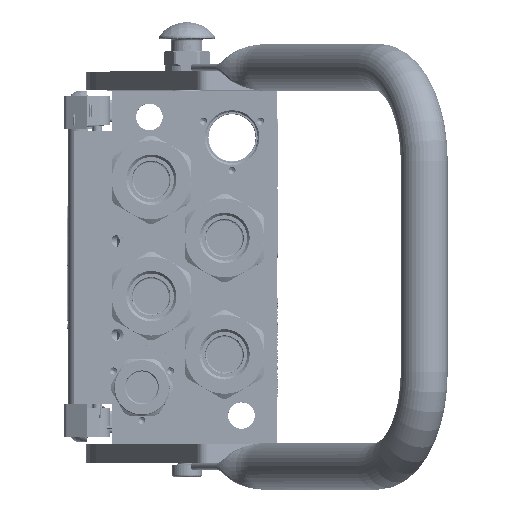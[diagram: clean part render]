
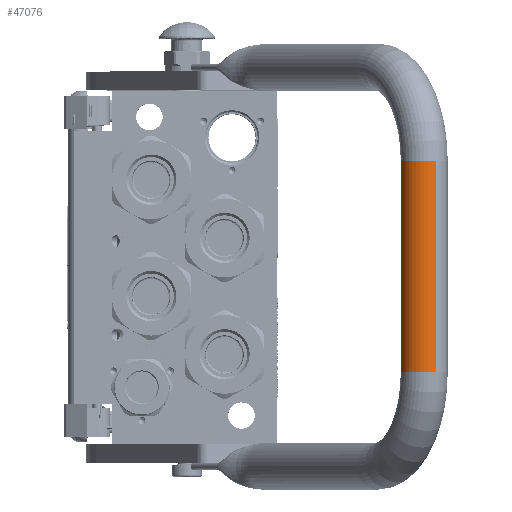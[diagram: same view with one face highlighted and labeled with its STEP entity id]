
A CAD part, top view. The second image highlights one B-rep face of the part: STEP entity #47076.
In plain terms, the highlighted cylindrical face has radius 12.5 mm (diameter 25 mm), a partial arc.
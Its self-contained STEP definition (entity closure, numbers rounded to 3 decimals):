
#6448 = DIRECTION ( 'NONE',  ( 1., 0., 0. ) ) ;
#9137 = ORIENTED_EDGE ( 'NONE', *, *, #148415, .F. ) ;
#10767 = VECTOR ( 'NONE', #159533, 1000. ) ;
#10913 = AXIS2_PLACEMENT_3D ( 'NONE', #150834, #43262, #69660 ) ;
#18628 = CARTESIAN_POINT ( 'NONE',  ( 56.25, 0., 155. ) ) ;
#18889 = VERTEX_POINT ( 'NONE', #28619 ) ;
#19647 = AXIS2_PLACEMENT_3D ( 'NONE', #43049, #112342, #71195 ) ;
#22620 = EDGE_CURVE ( 'NONE', #64824, #64262, #82451, .T. ) ;
#24553 = ORIENTED_EDGE ( 'NONE', *, *, #66938, .T. ) ;
#26052 = LINE ( 'NONE', #102601, #173364 ) ;
#28619 = CARTESIAN_POINT ( 'NONE',  ( 56.25, 0., 180. ) ) ;
#29958 = EDGE_LOOP ( 'NONE', ( #24553, #110351, #9137, #172179 ) ) ;
#36864 = CIRCLE ( 'NONE', #10913, 12.5 ) ;
#43049 = CARTESIAN_POINT ( 'NONE',  ( -56.25, 0., 167.5 ) ) ;
#43262 = DIRECTION ( 'NONE',  ( 1., 0., 0. ) ) ;
#43873 = DIRECTION ( 'NONE',  ( -1., 0., 0. ) ) ;
#47076 = ADVANCED_FACE ( 'NONE', ( #129973 ), #76743, .T. ) ;
#52209 = CARTESIAN_POINT ( 'NONE',  ( -56.25, 0., 155. ) ) ;
#64262 = VERTEX_POINT ( 'NONE', #52209 ) ;
#64824 = VERTEX_POINT ( 'NONE', #160670 ) ;
#66938 = EDGE_CURVE ( 'NONE', #64262, #158334, #26052, .T. ) ;
#69660 = DIRECTION ( 'NONE',  ( 0., 0., 1. ) ) ;
#71195 = DIRECTION ( 'NONE',  ( 0., 0., 1. ) ) ;
#76743 = CYLINDRICAL_SURFACE ( 'NONE', #100266, 12.5 ) ;
#82451 = CIRCLE ( 'NONE', #19647, 12.5 ) ;
#100266 = AXIS2_PLACEMENT_3D ( 'NONE', #166332, #43873, #114341 ) ;
#100573 = LINE ( 'NONE', #131496, #10767 ) ;
#102601 = CARTESIAN_POINT ( 'NONE',  ( -56.25, 0., 155. ) ) ;
#110351 = ORIENTED_EDGE ( 'NONE', *, *, #128711, .F. ) ;
#112342 = DIRECTION ( 'NONE',  ( 1., 0., 0. ) ) ;
#114341 = DIRECTION ( 'NONE',  ( 0., 0., -1. ) ) ;
#128711 = EDGE_CURVE ( 'NONE', #18889, #158334, #36864, .T. ) ;
#129973 = FACE_OUTER_BOUND ( 'NONE', #29958, .T. ) ;
#131496 = CARTESIAN_POINT ( 'NONE',  ( -56.25, 0., 180. ) ) ;
#148415 = EDGE_CURVE ( 'NONE', #64824, #18889, #100573, .T. ) ;
#150834 = CARTESIAN_POINT ( 'NONE',  ( 56.25, 0., 167.5 ) ) ;
#158334 = VERTEX_POINT ( 'NONE', #18628 ) ;
#159533 = DIRECTION ( 'NONE',  ( 1., 0., 0. ) ) ;
#160670 = CARTESIAN_POINT ( 'NONE',  ( -56.25, 0., 180. ) ) ;
#166332 = CARTESIAN_POINT ( 'NONE',  ( -56.25, 0., 167.5 ) ) ;
#172179 = ORIENTED_EDGE ( 'NONE', *, *, #22620, .T. ) ;
#173364 = VECTOR ( 'NONE', #6448, 1000. ) ;
